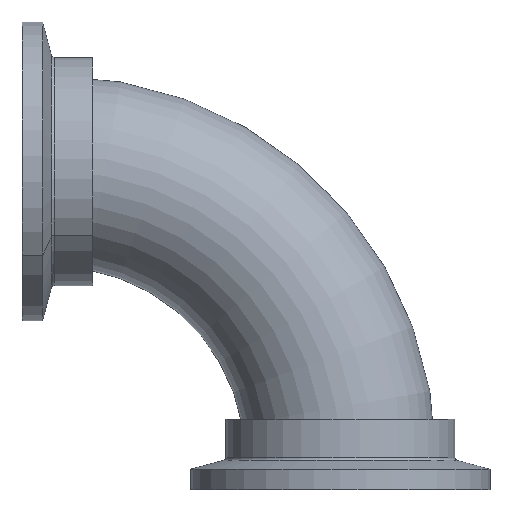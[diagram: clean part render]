
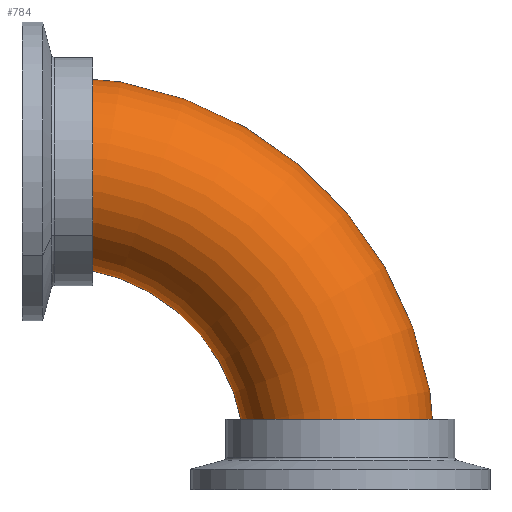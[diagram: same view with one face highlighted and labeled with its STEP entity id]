
A CAD part, front view. The second image highlights one B-rep face of the part: STEP entity #784.
In plain terms, the highlighted toroidal (fillet/blend) face has major radius 38.1 mm and minor radius 12.7 mm.
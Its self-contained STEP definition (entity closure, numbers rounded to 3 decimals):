
#39 = CARTESIAN_POINT ( 'NONE',  ( -12.7, 0., 0. ) ) ;
#42 = CARTESIAN_POINT ( 'NONE',  ( -38.1, 0., 25.4 ) ) ;
#65 = EDGE_CURVE ( 'NONE', #207, #291, #197, .T. ) ;
#66 = DIRECTION ( 'NONE',  ( 0., 0., 1. ) ) ;
#78 = DIRECTION ( 'NONE',  ( -1., 0., 0. ) ) ;
#81 = VERTEX_POINT ( 'NONE', #39 ) ;
#91 = AXIS2_PLACEMENT_3D ( 'NONE', #433, #66, #426 ) ;
#98 = ORIENTED_EDGE ( 'NONE', *, *, #313, .F. ) ;
#172 = CIRCLE ( 'NONE', #248, 12.7 ) ;
#186 = EDGE_CURVE ( 'NONE', #81, #207, #314, .T. ) ;
#191 = CARTESIAN_POINT ( 'NONE',  ( -38.1, 0., 50.8 ) ) ;
#195 = CARTESIAN_POINT ( 'NONE',  ( -38.1, 0., 38.1 ) ) ;
#197 = CIRCLE ( 'NONE', #698, 50.8 ) ;
#198 = DIRECTION ( 'NONE',  ( 0., 0., -1. ) ) ;
#207 = VERTEX_POINT ( 'NONE', #430 ) ;
#210 = AXIS2_PLACEMENT_3D ( 'NONE', #675, #389, #261 ) ;
#237 = AXIS2_PLACEMENT_3D ( 'NONE', #328, #547, #198 ) ;
#248 = AXIS2_PLACEMENT_3D ( 'NONE', #195, #78, #332 ) ;
#259 = TOROIDAL_SURFACE ( 'NONE', #237, 38.1, 12.7 ) ;
#261 = DIRECTION ( 'NONE',  ( 0., 0., -1. ) ) ;
#291 = VERTEX_POINT ( 'NONE', #191 ) ;
#313 = EDGE_CURVE ( 'NONE', #584, #291, #172, .T. ) ;
#314 = CIRCLE ( 'NONE', #91, 12.7 ) ;
#328 = CARTESIAN_POINT ( 'NONE',  ( -38.1, 0., 0. ) ) ;
#332 = DIRECTION ( 'NONE',  ( 0., 0., 1. ) ) ;
#357 = CIRCLE ( 'NONE', #210, 25.4 ) ;
#359 = EDGE_CURVE ( 'NONE', #81, #584, #357, .T. ) ;
#385 = ORIENTED_EDGE ( 'NONE', *, *, #65, .T. ) ;
#389 = DIRECTION ( 'NONE',  ( 0., -1., 0. ) ) ;
#426 = DIRECTION ( 'NONE',  ( 1., 0., 0. ) ) ;
#430 = CARTESIAN_POINT ( 'NONE',  ( 12.7, 0., 0. ) ) ;
#433 = CARTESIAN_POINT ( 'NONE',  ( 0., 0., 0. ) ) ;
#466 = DIRECTION ( 'NONE',  ( 0., -1., 0. ) ) ;
#469 = DIRECTION ( 'NONE',  ( 0., 0., -1. ) ) ;
#547 = DIRECTION ( 'NONE',  ( 0., -1., 0. ) ) ;
#548 = ORIENTED_EDGE ( 'NONE', *, *, #186, .T. ) ;
#566 = ORIENTED_EDGE ( 'NONE', *, *, #359, .F. ) ;
#581 = EDGE_LOOP ( 'NONE', ( #548, #385, #98, #566 ) ) ;
#584 = VERTEX_POINT ( 'NONE', #42 ) ;
#675 = CARTESIAN_POINT ( 'NONE',  ( -38.1, 0., 0. ) ) ;
#698 = AXIS2_PLACEMENT_3D ( 'NONE', #779, #466, #469 ) ;
#750 = FACE_OUTER_BOUND ( 'NONE', #581, .T. ) ;
#779 = CARTESIAN_POINT ( 'NONE',  ( -38.1, 0., 0. ) ) ;
#784 = ADVANCED_FACE ( 'NONE', ( #750 ), #259, .T. ) ;
